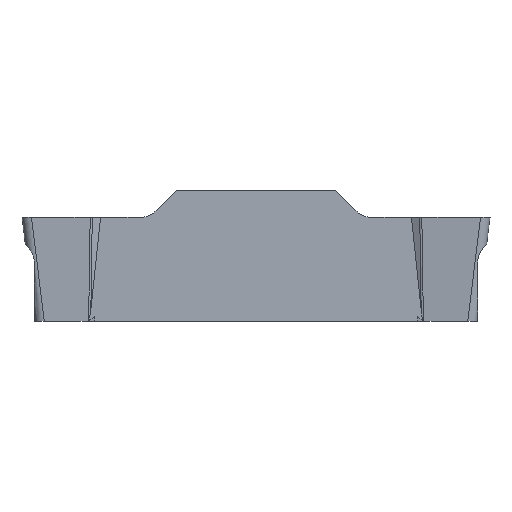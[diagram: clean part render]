
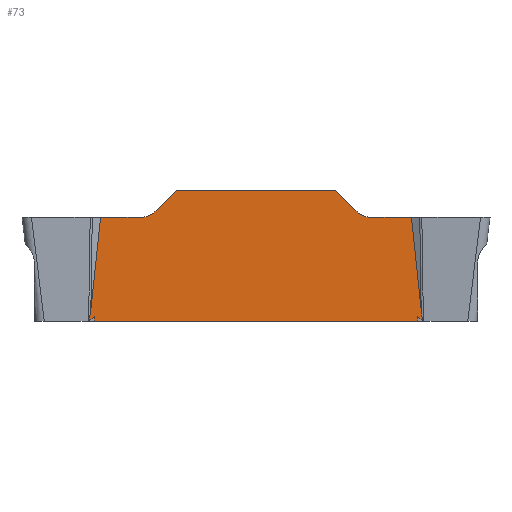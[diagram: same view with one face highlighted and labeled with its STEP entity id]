
A CAD part, left-side view. The second image highlights one B-rep face of the part: STEP entity #73.
In plain terms, the highlighted planar face has unit normal (-1, 0, 0).
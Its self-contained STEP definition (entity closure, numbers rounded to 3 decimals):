
#43=CIRCLE('',#816,1.);
#44=CIRCLE('',#817,1.);
#73=ADVANCED_FACE('',(#137),#107,.T.);
#107=PLANE('',#818);
#137=FACE_OUTER_BOUND('',#175,.T.);
#175=EDGE_LOOP('',(#243,#244,#245,#246,#247,#248,#249,#250,#251,#252,#253,
#254,#255,#256,#257,#258));
#243=ORIENTED_EDGE('',*,*,#527,.F.);
#244=ORIENTED_EDGE('',*,*,#528,.T.);
#245=ORIENTED_EDGE('',*,*,#529,.T.);
#246=ORIENTED_EDGE('',*,*,#530,.T.);
#247=ORIENTED_EDGE('',*,*,#531,.T.);
#248=ORIENTED_EDGE('',*,*,#532,.T.);
#249=ORIENTED_EDGE('',*,*,#533,.T.);
#250=ORIENTED_EDGE('',*,*,#534,.T.);
#251=ORIENTED_EDGE('',*,*,#535,.T.);
#252=ORIENTED_EDGE('',*,*,#536,.T.);
#253=ORIENTED_EDGE('',*,*,#537,.F.);
#254=ORIENTED_EDGE('',*,*,#538,.F.);
#255=ORIENTED_EDGE('',*,*,#539,.F.);
#256=ORIENTED_EDGE('',*,*,#540,.F.);
#257=ORIENTED_EDGE('',*,*,#541,.F.);
#258=ORIENTED_EDGE('',*,*,#542,.F.);
#451=VERTEX_POINT('',#1205);
#452=VERTEX_POINT('',#1206);
#453=VERTEX_POINT('',#1208);
#454=VERTEX_POINT('',#1228);
#455=VERTEX_POINT('',#1230);
#456=VERTEX_POINT('',#1232);
#457=VERTEX_POINT('',#1234);
#458=VERTEX_POINT('',#1236);
#459=VERTEX_POINT('',#1238);
#460=VERTEX_POINT('',#1252);
#461=VERTEX_POINT('',#1254);
#462=VERTEX_POINT('',#1256);
#463=VERTEX_POINT('',#1258);
#464=VERTEX_POINT('',#1260);
#465=VERTEX_POINT('',#1262);
#466=VERTEX_POINT('',#1264);
#527=EDGE_CURVE('',#451,#452,#619,.T.);
#528=EDGE_CURVE('',#451,#453,#620,.T.);
#529=EDGE_CURVE('',#453,#454,#767,.T.);
#530=EDGE_CURVE('',#454,#455,#621,.T.);
#531=EDGE_CURVE('',#455,#456,#622,.T.);
#532=EDGE_CURVE('',#456,#457,#623,.T.);
#533=EDGE_CURVE('',#457,#458,#624,.T.);
#534=EDGE_CURVE('',#458,#459,#625,.T.);
#535=EDGE_CURVE('',#459,#460,#768,.T.);
#536=EDGE_CURVE('',#460,#461,#626,.T.);
#537=EDGE_CURVE('',#462,#461,#627,.T.);
#538=EDGE_CURVE('',#463,#462,#43,.T.);
#539=EDGE_CURVE('',#464,#463,#628,.T.);
#540=EDGE_CURVE('',#465,#464,#629,.T.);
#541=EDGE_CURVE('',#466,#465,#630,.T.);
#542=EDGE_CURVE('',#452,#466,#44,.T.);
#619=LINE('',#1204,#695);
#620=LINE('',#1207,#696);
#621=LINE('',#1229,#697);
#622=LINE('',#1231,#698);
#623=LINE('',#1233,#699);
#624=LINE('',#1235,#700);
#625=LINE('',#1237,#701);
#626=LINE('',#1253,#702);
#627=LINE('',#1255,#703);
#628=LINE('',#1259,#704);
#629=LINE('',#1261,#705);
#630=LINE('',#1263,#706);
#695=VECTOR('',#906,1.);
#696=VECTOR('',#907,1.);
#697=VECTOR('',#908,1.);
#698=VECTOR('',#909,1.);
#699=VECTOR('',#910,1.);
#700=VECTOR('',#911,1.);
#701=VECTOR('',#912,1.);
#702=VECTOR('',#913,1.);
#703=VECTOR('',#914,1.);
#704=VECTOR('',#917,1.);
#705=VECTOR('',#918,1.);
#706=VECTOR('',#919,1.);
#767=B_SPLINE_CURVE_WITH_KNOTS('',3,(#1209,#1210,#1211,#1212,#1213,#1214,
#1215,#1216,#1217,#1218,#1219,#1220,#1221,#1222,#1223,#1224,#1225,#1226,
#1227),.UNSPECIFIED.,.F.,.F.,(4,3,3,3,3,3,4),(0.,0.372,0.682,
0.838,0.929,0.977,1.),.UNSPECIFIED.);
#768=B_SPLINE_CURVE_WITH_KNOTS('',3,(#1239,#1240,#1241,#1242,#1243,#1244,
#1245,#1246,#1247,#1248,#1249,#1250,#1251),.UNSPECIFIED.,.F.,.F.,(4,3,3,
3,4),(0.,0.035,0.163,0.668,1.),
 .UNSPECIFIED.);
#816=AXIS2_PLACEMENT_3D('',#1257,#915,#916);
#817=AXIS2_PLACEMENT_3D('',#1265,#920,#921);
#818=AXIS2_PLACEMENT_3D('',#1266,#922,#923);
#906=DIRECTION('',(0.,-1.,0.));
#907=DIRECTION('',(0.,0.104,-0.995));
#908=DIRECTION('',(0.,-0.769,0.64));
#909=DIRECTION('',(0.,0.013,-1.));
#910=DIRECTION('',(0.,-1.,0.));
#911=DIRECTION('',(0.,0.013,1.));
#912=DIRECTION('',(0.,-0.769,-0.64));
#913=DIRECTION('',(0.,0.104,0.995));
#914=DIRECTION('',(0.,-1.,0.));
#915=DIRECTION('',(-1.,0.,0.));
#916=DIRECTION('',(0.,0.,1.));
#917=DIRECTION('',(0.,-0.707,-0.707));
#918=DIRECTION('',(0.,-1.,0.));
#919=DIRECTION('',(0.,-0.707,0.707));
#920=DIRECTION('',(-1.,0.,0.));
#921=DIRECTION('',(0.,0.,1.));
#922=DIRECTION('',(-1.,0.,0.));
#923=DIRECTION('',(0.,0.,1.));
#1204=CARTESIAN_POINT('',(-1.15,19.75,0.));
#1205=CARTESIAN_POINT('',(-1.15,16.844,0.));
#1206=CARTESIAN_POINT('',(-1.15,15.096,0.));
#1207=CARTESIAN_POINT('',(-1.15,16.753,0.867));
#1208=CARTESIAN_POINT('',(-1.15,17.269,-4.058));
#1209=CARTESIAN_POINT('',(-1.15,17.269,-4.058));
#1210=CARTESIAN_POINT('',(-1.15,17.276,-4.123));
#1211=CARTESIAN_POINT('',(-1.15,17.283,-4.188));
#1212=CARTESIAN_POINT('',(-1.15,17.292,-4.253));
#1213=CARTESIAN_POINT('',(-1.15,17.299,-4.307));
#1214=CARTESIAN_POINT('',(-1.15,17.307,-4.36));
#1215=CARTESIAN_POINT('',(-1.15,17.317,-4.414));
#1216=CARTESIAN_POINT('',(-1.15,17.322,-4.441));
#1217=CARTESIAN_POINT('',(-1.15,17.328,-4.468));
#1218=CARTESIAN_POINT('',(-1.15,17.335,-4.494));
#1219=CARTESIAN_POINT('',(-1.15,17.339,-4.51));
#1220=CARTESIAN_POINT('',(-1.15,17.343,-4.525));
#1221=CARTESIAN_POINT('',(-1.15,17.349,-4.54));
#1222=CARTESIAN_POINT('',(-1.15,17.352,-4.548));
#1223=CARTESIAN_POINT('',(-1.15,17.356,-4.555));
#1224=CARTESIAN_POINT('',(-1.15,17.36,-4.563));
#1225=CARTESIAN_POINT('',(-1.15,17.362,-4.566));
#1226=CARTESIAN_POINT('',(-1.15,17.365,-4.569));
#1227=CARTESIAN_POINT('',(-1.15,17.368,-4.572));
#1228=CARTESIAN_POINT('',(-1.15,17.368,-4.572));
#1229=CARTESIAN_POINT('',(-1.15,15.946,-3.389));
#1230=CARTESIAN_POINT('',(-1.15,17.116,-4.362));
#1231=CARTESIAN_POINT('',(-1.15,17.045,1.147));
#1232=CARTESIAN_POINT('',(-1.15,17.119,-4.582));
#1233=CARTESIAN_POINT('',(-1.15,19.75,-4.582));
#1234=CARTESIAN_POINT('',(-1.15,2.881,-4.582));
#1235=CARTESIAN_POINT('',(-1.15,2.958,1.397));
#1236=CARTESIAN_POINT('',(-1.15,2.884,-4.362));
#1237=CARTESIAN_POINT('',(-1.15,15.574,6.199));
#1238=CARTESIAN_POINT('',(-1.15,2.632,-4.572));
#1239=CARTESIAN_POINT('',(-1.15,2.632,-4.572));
#1240=CARTESIAN_POINT('',(-1.15,2.637,-4.568));
#1241=CARTESIAN_POINT('',(-1.15,2.64,-4.562));
#1242=CARTESIAN_POINT('',(-1.15,2.643,-4.557));
#1243=CARTESIAN_POINT('',(-1.15,2.654,-4.537));
#1244=CARTESIAN_POINT('',(-1.15,2.66,-4.515));
#1245=CARTESIAN_POINT('',(-1.15,2.665,-4.494));
#1246=CARTESIAN_POINT('',(-1.15,2.688,-4.408));
#1247=CARTESIAN_POINT('',(-1.15,2.7,-4.32));
#1248=CARTESIAN_POINT('',(-1.15,2.711,-4.232));
#1249=CARTESIAN_POINT('',(-1.15,2.718,-4.174));
#1250=CARTESIAN_POINT('',(-1.15,2.725,-4.116));
#1251=CARTESIAN_POINT('',(-1.15,2.731,-4.058));
#1252=CARTESIAN_POINT('',(-1.15,2.731,-4.058));
#1253=CARTESIAN_POINT('',(-1.15,3.459,2.889));
#1254=CARTESIAN_POINT('',(-1.15,3.156,0.));
#1255=CARTESIAN_POINT('',(-1.15,19.75,0.));
#1256=CARTESIAN_POINT('',(-1.15,4.904,0.));
#1257=CARTESIAN_POINT('',(-1.15,4.904,1.));
#1258=CARTESIAN_POINT('',(-1.15,5.611,0.293));
#1259=CARTESIAN_POINT('',(-1.15,13.125,7.807));
#1260=CARTESIAN_POINT('',(-1.15,6.5,1.182));
#1261=CARTESIAN_POINT('',(-1.15,19.75,1.182));
#1262=CARTESIAN_POINT('',(-1.15,13.5,1.182));
#1263=CARTESIAN_POINT('',(-1.15,16.625,-1.943));
#1264=CARTESIAN_POINT('',(-1.15,14.389,0.293));
#1265=CARTESIAN_POINT('',(-1.15,15.096,1.));
#1266=CARTESIAN_POINT('',(-1.15,19.75,1.182));
